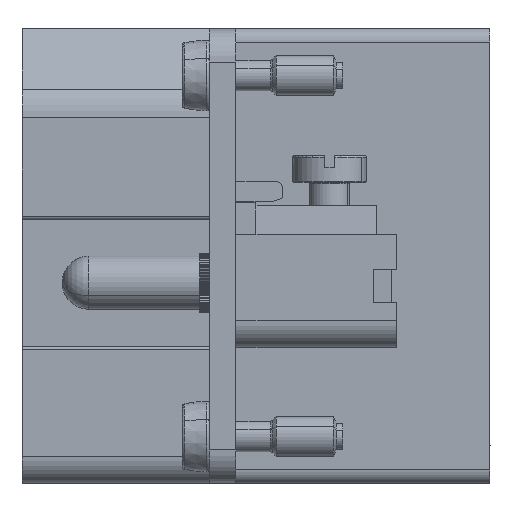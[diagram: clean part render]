
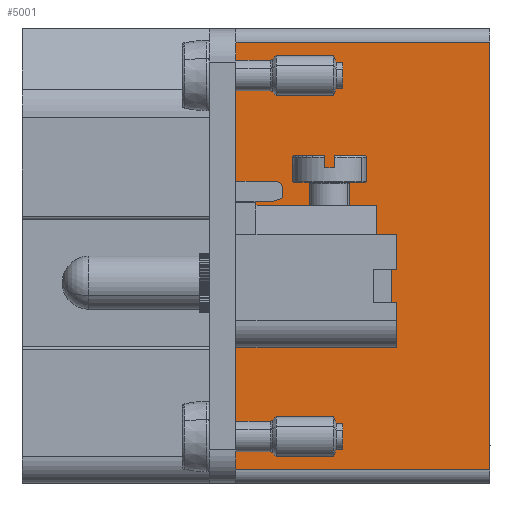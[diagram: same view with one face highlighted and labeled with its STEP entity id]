
A CAD part, left-side view. The second image highlights one B-rep face of the part: STEP entity #5001.
In plain terms, the highlighted planar face has unit normal (-1, 0, 0).
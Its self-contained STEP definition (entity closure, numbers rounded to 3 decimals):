
#4974=AXIS2_PLACEMENT_3D('Plane Axis2P3D',#4971,#4972,#4973) ;
#4478=CARTESIAN_POINT('Vertex',(11.46,19.,33.)) ;
#4481=CARTESIAN_POINT('Line Origine',(11.46,10.5,33.)) ;
#4485=CARTESIAN_POINT('Vertex',(11.46,0.,33.)) ;
#4971=CARTESIAN_POINT('Axis2P3D Location',(11.46,0.,34.)) ;
#4976=CARTESIAN_POINT('Line Origine',(11.46,9.5,1.)) ;
#4980=CARTESIAN_POINT('Vertex',(11.46,0.,1.)) ;
#4982=CARTESIAN_POINT('Vertex',(11.46,19.,1.)) ;
#4985=CARTESIAN_POINT('Line Origine',(11.46,0.,17.)) ;
#4990=CARTESIAN_POINT('Line Origine',(11.46,19.,17.)) ;
#4482=DIRECTION('Vector Direction',(0.,1.,0.)) ;
#4972=DIRECTION('Axis2P3D Direction',(1.,-0.,0.)) ;
#4973=DIRECTION('Axis2P3D XDirection',(0.,0.,-1.)) ;
#4977=DIRECTION('Vector Direction',(0.,1.,0.)) ;
#4986=DIRECTION('Vector Direction',(0.,0.,-1.)) ;
#4991=DIRECTION('Vector Direction',(0.,0.,-1.)) ;
#4483=VECTOR('Line Direction',#4482,1.) ;
#4978=VECTOR('Line Direction',#4977,1.) ;
#4987=VECTOR('Line Direction',#4986,1.) ;
#4992=VECTOR('Line Direction',#4991,1.) ;
#4996=ORIENTED_EDGE('',*,*,#4984,.F.) ;
#4997=ORIENTED_EDGE('',*,*,#4989,.F.) ;
#4998=ORIENTED_EDGE('',*,*,#4487,.T.) ;
#4999=ORIENTED_EDGE('',*,*,#4994,.T.) ;
#5001=ADVANCED_FACE('body',(#5000),#4975,.F.) ;
#4487=EDGE_CURVE('',#4486,#4479,#4484,.T.) ;
#4984=EDGE_CURVE('',#4981,#4983,#4979,.T.) ;
#4989=EDGE_CURVE('',#4486,#4981,#4988,.T.) ;
#4994=EDGE_CURVE('',#4479,#4983,#4993,.T.) ;
#4995=EDGE_LOOP('',(#4996,#4997,#4998,#4999)) ;
#5000=FACE_OUTER_BOUND('',#4995,.T.) ;
#4484=LINE('Line',#4481,#4483) ;
#4979=LINE('Line',#4976,#4978) ;
#4988=LINE('Line',#4985,#4987) ;
#4993=LINE('Line',#4990,#4992) ;
#4975=PLANE('',#4974) ;
#4479=VERTEX_POINT('',#4478) ;
#4486=VERTEX_POINT('',#4485) ;
#4981=VERTEX_POINT('',#4980) ;
#4983=VERTEX_POINT('',#4982) ;
